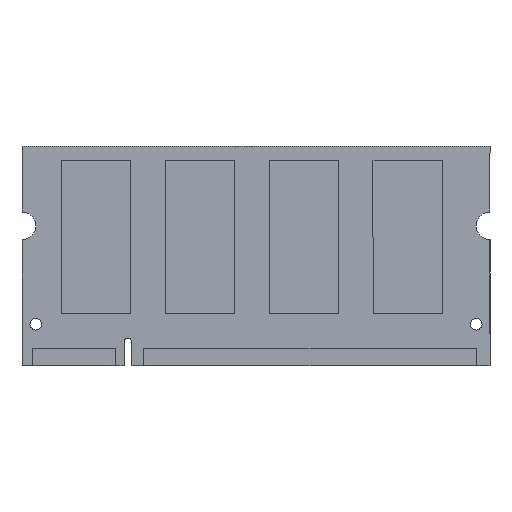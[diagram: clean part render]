
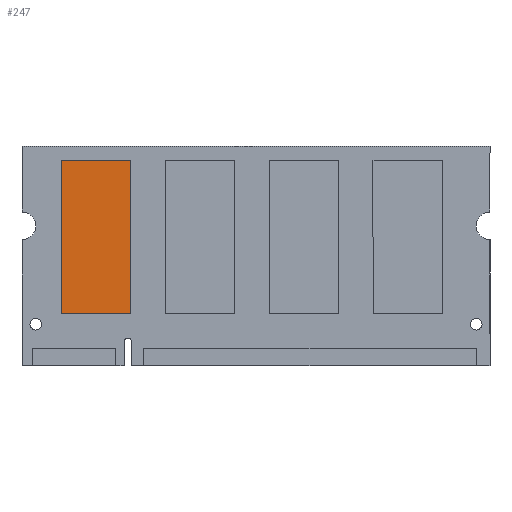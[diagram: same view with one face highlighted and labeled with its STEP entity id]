
A CAD part, top view. The second image highlights one B-rep face of the part: STEP entity #247.
In plain terms, the highlighted planar face has unit normal (0, 0, 1).
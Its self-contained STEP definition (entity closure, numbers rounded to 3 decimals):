
#245 = EDGE_CURVE ( 'NONE', #305, #283, #1184, .T. ) ;
#247 = ADVANCED_FACE ( 'NONE', ( #1180 ), #1406, .T. ) ;
#248 = EDGE_LOOP ( 'NONE', ( #249, #250, #251, #252 ) ) ;
#249 = ORIENTED_EDGE ( 'NONE', *, *, #282, .T. ) ;
#250 = ORIENTED_EDGE ( 'NONE', *, *, #298, .T. ) ;
#251 = ORIENTED_EDGE ( 'NONE', *, *, #327, .T. ) ;
#252 = ORIENTED_EDGE ( 'NONE', *, *, #245, .T. ) ;
#258 = VERTEX_POINT ( 'NONE', #1274 ) ;
#280 = VERTEX_POINT ( 'NONE', #1302 ) ;
#282 = EDGE_CURVE ( 'NONE', #283, #280, #1301, .T. ) ;
#283 = VERTEX_POINT ( 'NONE', #1297 ) ;
#298 = EDGE_CURVE ( 'NONE', #280, #258, #1326, .T. ) ;
#305 = VERTEX_POINT ( 'NONE', #1353 ) ;
#327 = EDGE_CURVE ( 'NONE', #258, #305, #1662, .T. ) ;
#1180 = FACE_OUTER_BOUND ( 'NONE', #248, .T. ) ;
#1181 = DIRECTION ( 'NONE',  ( -1., 0., 0. ) ) ;
#1182 = VECTOR ( 'NONE', #1181, 1000. ) ;
#1183 = CARTESIAN_POINT ( 'NONE',  ( -28.1, 13.85, 1.5 ) ) ;
#1184 = LINE ( 'NONE', #1183, #1182 ) ;
#1274 = CARTESIAN_POINT ( 'NONE',  ( -18.1, -8.35, 1.5 ) ) ;
#1297 = CARTESIAN_POINT ( 'NONE',  ( -28.1, 13.85, 1.5 ) ) ;
#1298 = DIRECTION ( 'NONE',  ( 0., -1., 0. ) ) ;
#1299 = VECTOR ( 'NONE', #1298, 1000. ) ;
#1300 = CARTESIAN_POINT ( 'NONE',  ( -28.1, 13.85, 1.5 ) ) ;
#1301 = LINE ( 'NONE', #1300, #1299 ) ;
#1302 = CARTESIAN_POINT ( 'NONE',  ( -28.1, -8.35, 1.5 ) ) ;
#1323 = DIRECTION ( 'NONE',  ( 1., 0., 0. ) ) ;
#1324 = VECTOR ( 'NONE', #1323, 1000. ) ;
#1325 = CARTESIAN_POINT ( 'NONE',  ( -28.1, -8.35, 1.5 ) ) ;
#1326 = LINE ( 'NONE', #1325, #1324 ) ;
#1353 = CARTESIAN_POINT ( 'NONE',  ( -18.1, 13.85, 1.5 ) ) ;
#1391 = DIRECTION ( 'NONE',  ( 1., 0., 0. ) ) ;
#1392 = DIRECTION ( 'NONE',  ( 0., 0., 1. ) ) ;
#1393 = CARTESIAN_POINT ( 'NONE',  ( -28.1, -8.35, 1.5 ) ) ;
#1394 = AXIS2_PLACEMENT_3D ( 'NONE', #1393, #1392, #1391 ) ;
#1406 = PLANE ( 'NONE',  #1394 ) ;
#1658 = DIRECTION ( 'NONE',  ( 0., 1., 0. ) ) ;
#1659 = VECTOR ( 'NONE', #1658, 1000. ) ;
#1660 = CARTESIAN_POINT ( 'NONE',  ( -18.1, 13.85, 1.5 ) ) ;
#1662 = LINE ( 'NONE', #1660, #1659 ) ;
